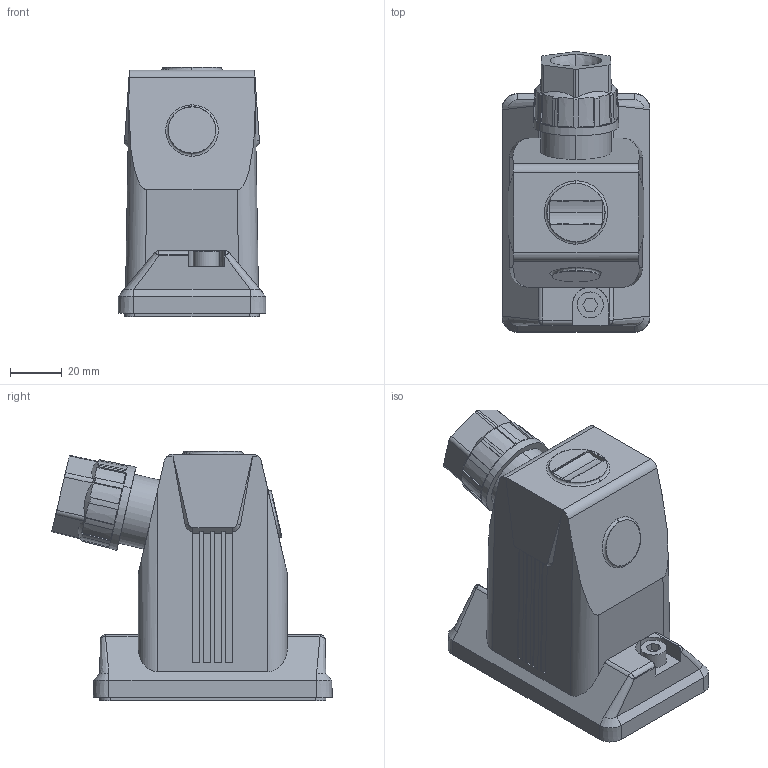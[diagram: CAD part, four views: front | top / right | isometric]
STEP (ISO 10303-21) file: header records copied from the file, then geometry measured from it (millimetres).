
FILE_DESCRIPTION(('CATIA V5 STEP Exchange','CAx-IF Rec.Pracs.--- Model Styling and Organization---1.4--- 2014-01-23'),'2;1');
FILE_NAME ('1201193-4_1', '2020-03-04T09:22:06+00:00', ('none'), ('Weidmueller'), 'CATIA Version 5-6 Release 2016 SP3 HF44', 'CATIA V5 STEP AP214', 'none');
FILE_SCHEMA(('AUTOMOTIVE_DESIGN { 1 0 10303 214 1 1 1 1 }'));
Length unit declared in the file: millimetre
Products named in the file (1): 2716750000
Bounding box: 57 x 107.99 x 96.17 mm (x, y, z)
Volume: 91456.8 mm3; surface area: 58472.7 mm2
Topology: 3 solids, 3 shells, 431 faces, 1197 edges, 784 vertices
Faces by surface type: plane 272, cylinder 108, cone 34, torus 8, sphere 5, bspline 4
Entity records: 14821 total; most frequent: CARTESIAN_POINT 4361, ORIENTED_EDGE 2384, DIRECTION 1750, EDGE_CURVE 1192, VERTEX_POINT 784, VECTOR 749, LINE 749, AXIS2_PLACEMENT_3D 611
